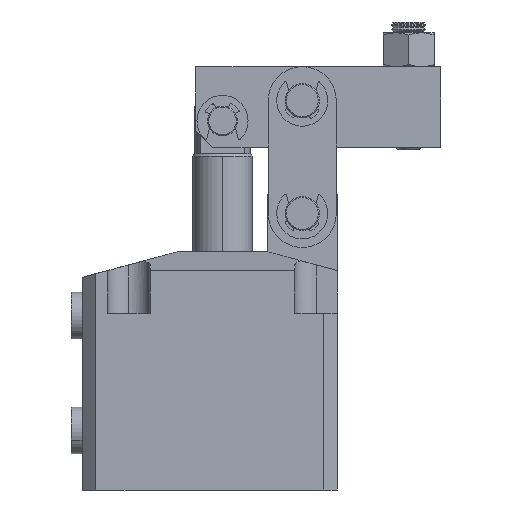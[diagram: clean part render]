
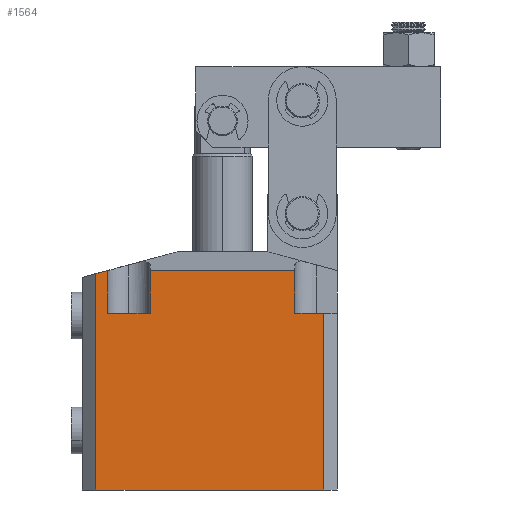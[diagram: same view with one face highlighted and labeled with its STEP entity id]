
A CAD part, front view. The second image highlights one B-rep face of the part: STEP entity #1564.
In plain terms, the highlighted face is planar.
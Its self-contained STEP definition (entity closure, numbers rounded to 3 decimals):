
#116 = ORIENTED_EDGE ( 'NONE', *, *, #11076, .T. ) ;
#178 = CARTESIAN_POINT ( 'NONE',  ( 0., -112., -54. ) ) ;
#205 = DIRECTION ( 'NONE',  ( 1., 0., 0. ) ) ;
#221 = ORIENTED_EDGE ( 'NONE', *, *, #11997, .T. ) ;
#339 = LINE ( 'NONE', #11980, #12287 ) ;
#353 = VECTOR ( 'NONE', #1659, 1000. ) ;
#507 = VECTOR ( 'NONE', #2436, 1000. ) ;
#577 = VERTEX_POINT ( 'NONE', #12100 ) ;
#738 = ORIENTED_EDGE ( 'NONE', *, *, #5435, .T. ) ;
#741 = EDGE_CURVE ( 'NONE', #5272, #4406, #339, .T. ) ;
#807 = LINE ( 'NONE', #13143, #9572 ) ;
#1420 = LINE ( 'NONE', #1607, #353 ) ;
#1564 = ADVANCED_FACE ( 'NONE', ( #7998 ), #6625, .T. ) ;
#1607 = CARTESIAN_POINT ( 'NONE',  ( 48., -112., -54. ) ) ;
#1622 = ORIENTED_EDGE ( 'NONE', *, *, #2090, .T. ) ;
#1659 = DIRECTION ( 'NONE',  ( 0., 1., 0. ) ) ;
#1871 = CARTESIAN_POINT ( 'NONE',  ( 28., -8.842, -54. ) ) ;
#2090 = EDGE_CURVE ( 'NONE', #3402, #9152, #2885, .T. ) ;
#2293 = EDGE_CURVE ( 'NONE', #13566, #577, #8934, .T. ) ;
#2410 = CARTESIAN_POINT ( 'NONE',  ( 53.5, -112., -54. ) ) ;
#2436 = DIRECTION ( 'NONE',  ( 0., 1., 0. ) ) ;
#2459 = VECTOR ( 'NONE', #3587, 1000. ) ;
#2640 = EDGE_CURVE ( 'NONE', #4257, #13566, #3937, .T. ) ;
#2885 = LINE ( 'NONE', #3590, #2459 ) ;
#2922 = EDGE_CURVE ( 'NONE', #5300, #577, #8358, .T. ) ;
#3246 = CARTESIAN_POINT ( 'NONE',  ( -53.5, -112., -54. ) ) ;
#3402 = VERTEX_POINT ( 'NONE', #9496 ) ;
#3587 = DIRECTION ( 'NONE',  ( 1., 0., 0. ) ) ;
#3590 = CARTESIAN_POINT ( 'NONE',  ( -53.5, -29., -54. ) ) ;
#3937 = LINE ( 'NONE', #178, #12961 ) ;
#4257 = VERTEX_POINT ( 'NONE', #3246 ) ;
#4406 = VERTEX_POINT ( 'NONE', #1871 ) ;
#4456 = EDGE_CURVE ( 'NONE', #9152, #5300, #1420, .T. ) ;
#5272 = VERTEX_POINT ( 'NONE', #12272 ) ;
#5300 = VERTEX_POINT ( 'NONE', #11893 ) ;
#5435 = EDGE_CURVE ( 'NONE', #7241, #5272, #6464, .T. ) ;
#6151 = ORIENTED_EDGE ( 'NONE', *, *, #2293, .F. ) ;
#6464 = LINE ( 'NONE', #10682, #6467 ) ;
#6467 = VECTOR ( 'NONE', #10706, 1000. ) ;
#6534 = DIRECTION ( 'NONE',  ( -1., 0., 0. ) ) ;
#6549 = DIRECTION ( 'NONE',  ( 0., 0., -1. ) ) ;
#6613 = CARTESIAN_POINT ( 'NONE',  ( -53.5, -112., -54. ) ) ;
#6625 = PLANE ( 'NONE',  #12188 ) ;
#7241 = VERTEX_POINT ( 'NONE', #13494 ) ;
#7998 = FACE_OUTER_BOUND ( 'NONE', #14146, .T. ) ;
#8281 = CARTESIAN_POINT ( 'NONE',  ( 48., -29., -54. ) ) ;
#8358 = LINE ( 'NONE', #12947, #10627 ) ;
#8455 = ORIENTED_EDGE ( 'NONE', *, *, #8625, .T. ) ;
#8625 = EDGE_CURVE ( 'NONE', #4406, #3402, #11400, .T. ) ;
#8934 = LINE ( 'NONE', #2410, #507 ) ;
#9067 = ORIENTED_EDGE ( 'NONE', *, *, #2640, .F. ) ;
#9152 = VERTEX_POINT ( 'NONE', #8281 ) ;
#9305 = CARTESIAN_POINT ( 'NONE',  ( -53.5, -29., -54. ) ) ;
#9496 = CARTESIAN_POINT ( 'NONE',  ( 28., -29., -54. ) ) ;
#9502 = DIRECTION ( 'NONE',  ( 1., 0., 0. ) ) ;
#9572 = VECTOR ( 'NONE', #13829, 1000. ) ;
#10627 = VECTOR ( 'NONE', #12975, 1000. ) ;
#10682 = CARTESIAN_POINT ( 'NONE',  ( -40., -112., -54. ) ) ;
#10706 = DIRECTION ( 'NONE',  ( 0., 1., 0. ) ) ;
#11076 = EDGE_CURVE ( 'NONE', #4257, #11536, #807, .T. ) ;
#11400 = LINE ( 'NONE', #12578, #14255 ) ;
#11536 = VERTEX_POINT ( 'NONE', #11820 ) ;
#11801 = ORIENTED_EDGE ( 'NONE', *, *, #2922, .T. ) ;
#11820 = CARTESIAN_POINT ( 'NONE',  ( -53.5, -29., -54. ) ) ;
#11826 = DIRECTION ( 'NONE',  ( 1., 0., 0. ) ) ;
#11893 = CARTESIAN_POINT ( 'NONE',  ( 48., -8.842, -54. ) ) ;
#11980 = CARTESIAN_POINT ( 'NONE',  ( -53.5, -8.842, -54. ) ) ;
#11997 = EDGE_CURVE ( 'NONE', #11536, #7241, #13608, .T. ) ;
#12100 = CARTESIAN_POINT ( 'NONE',  ( 53.5, -10.316, -54. ) ) ;
#12134 = VECTOR ( 'NONE', #9502, 1000. ) ;
#12188 = AXIS2_PLACEMENT_3D ( 'NONE', #6613, #6549, #6534 ) ;
#12272 = CARTESIAN_POINT ( 'NONE',  ( -40., -8.842, -54. ) ) ;
#12287 = VECTOR ( 'NONE', #11826, 1000. ) ;
#12436 = ORIENTED_EDGE ( 'NONE', *, *, #741, .T. ) ;
#12578 = CARTESIAN_POINT ( 'NONE',  ( 28., -112., -54. ) ) ;
#12672 = DIRECTION ( 'NONE',  ( 0., -1., 0. ) ) ;
#12850 = CARTESIAN_POINT ( 'NONE',  ( 53.5, -112., -54. ) ) ;
#12947 = CARTESIAN_POINT ( 'NONE',  ( 48., -8.842, -54. ) ) ;
#12961 = VECTOR ( 'NONE', #205, 1000. ) ;
#12975 = DIRECTION ( 'NONE',  ( 0.966, -0.259, 0. ) ) ;
#13143 = CARTESIAN_POINT ( 'NONE',  ( -53.5, -112., -54. ) ) ;
#13359 = ORIENTED_EDGE ( 'NONE', *, *, #4456, .T. ) ;
#13494 = CARTESIAN_POINT ( 'NONE',  ( -40., -29., -54. ) ) ;
#13566 = VERTEX_POINT ( 'NONE', #12850 ) ;
#13608 = LINE ( 'NONE', #9305, #12134 ) ;
#13829 = DIRECTION ( 'NONE',  ( 0., 1., 0. ) ) ;
#14146 = EDGE_LOOP ( 'NONE', ( #6151, #9067, #116, #221, #738, #12436, #8455, #1622, #13359, #11801 ) ) ;
#14255 = VECTOR ( 'NONE', #12672, 1000. ) ;
